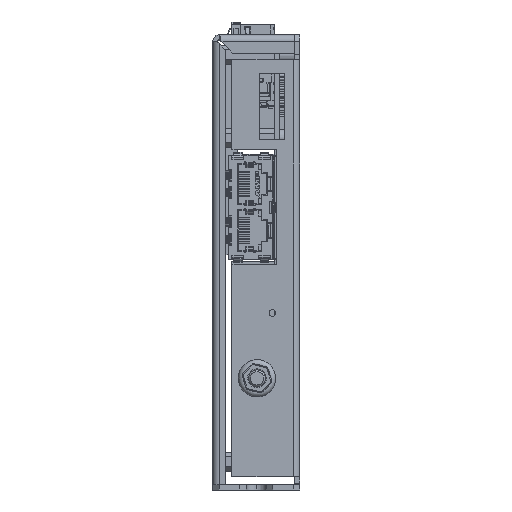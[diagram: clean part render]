
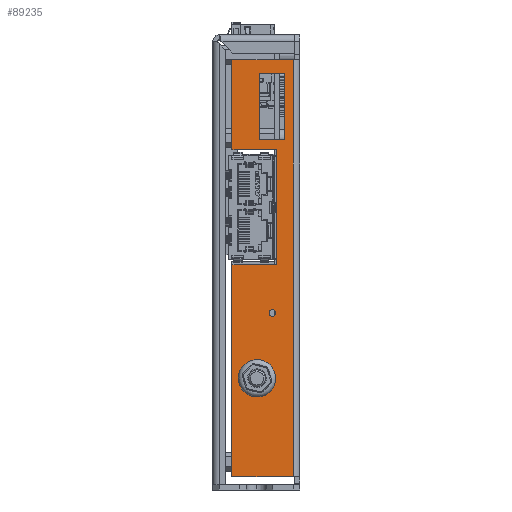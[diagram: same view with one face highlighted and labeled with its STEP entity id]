
A CAD part, left-side view. The second image highlights one B-rep face of the part: STEP entity #89235.
In plain terms, the highlighted planar face has unit normal (-1, 0, 0).
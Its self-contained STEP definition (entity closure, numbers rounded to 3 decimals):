
#12 = VECTOR ( 'NONE', #142054, 1000. ) ;
#402 = ORIENTED_EDGE ( 'NONE', *, *, #56256, .F. ) ;
#1425 = VECTOR ( 'NONE', #52580, 1000. ) ;
#2267 = EDGE_CURVE ( 'NONE', #124812, #31050, #85897, .T. ) ;
#2395 = VECTOR ( 'NONE', #59862, 1000. ) ;
#2809 = CARTESIAN_POINT ( 'NONE',  ( 0., 4.5, 125. ) ) ;
#4458 = AXIS2_PLACEMENT_3D ( 'NONE', #86168, #98126, #143774 ) ;
#4771 = CIRCLE ( 'NONE', #119677, 2.5 ) ;
#5748 = CARTESIAN_POINT ( 'NONE',  ( 0., 7., 102. ) ) ;
#8792 = VECTOR ( 'NONE', #56832, 1000. ) ;
#9994 = CARTESIAN_POINT ( 'NONE',  ( 0., 20.3, 136.5 ) ) ;
#11169 = VECTOR ( 'NONE', #34183, 1000. ) ;
#12383 = VERTEX_POINT ( 'NONE', #42554 ) ;
#13425 = DIRECTION ( 'NONE',  ( 0., 0., -1. ) ) ;
#13503 = LINE ( 'NONE', #69776, #46200 ) ;
#13570 = VERTEX_POINT ( 'NONE', #32771 ) ;
#13662 = CARTESIAN_POINT ( 'NONE',  ( 0., 20.3, 4. ) ) ;
#14156 = CARTESIAN_POINT ( 'NONE',  ( 0., 2., 136.5 ) ) ;
#18592 = VERTEX_POINT ( 'NONE', #5748 ) ;
#21571 = CARTESIAN_POINT ( 'NONE',  ( 0., 20.3, 129. ) ) ;
#22893 = CARTESIAN_POINT ( 'NONE',  ( 0., 20.3, 67.5 ) ) ;
#24193 = EDGE_CURVE ( 'NONE', #36468, #36468, #81121, .T. ) ;
#24266 = DIRECTION ( 'NONE',  ( 0., 0., 1. ) ) ;
#24707 = CARTESIAN_POINT ( 'NONE',  ( 0., 20.3, 102. ) ) ;
#24836 = DIRECTION ( 'NONE',  ( 0., 0., -1. ) ) ;
#26621 = LINE ( 'NONE', #129275, #131062 ) ;
#28879 = ORIENTED_EDGE ( 'NONE', *, *, #73950, .T. ) ;
#31050 = VERTEX_POINT ( 'NONE', #54341 ) ;
#32542 = FACE_BOUND ( 'NONE', #70525, .T. ) ;
#32771 = CARTESIAN_POINT ( 'NONE',  ( 0., 4.5, 105. ) ) ;
#33297 = CARTESIAN_POINT ( 'NONE',  ( 0., 4.5, 105. ) ) ;
#34183 = DIRECTION ( 'NONE',  ( 0., -1., 0. ) ) ;
#34684 = EDGE_LOOP ( 'NONE', ( #109673 ) ) ;
#36468 = VERTEX_POINT ( 'NONE', #82171 ) ;
#38540 = VERTEX_POINT ( 'NONE', #93016 ) ;
#41884 = EDGE_CURVE ( 'NONE', #137830, #91781, #13503, .T. ) ;
#42554 = CARTESIAN_POINT ( 'NONE',  ( 0., 2., 4. ) ) ;
#44422 = VECTOR ( 'NONE', #84990, 1000. ) ;
#46200 = VECTOR ( 'NONE', #24836, 1000. ) ;
#49045 = EDGE_CURVE ( 'NONE', #132984, #72969, #136786, .T. ) ;
#50541 = LINE ( 'NONE', #72277, #44422 ) ;
#51340 = ORIENTED_EDGE ( 'NONE', *, *, #57122, .F. ) ;
#52208 = ORIENTED_EDGE ( 'NONE', *, *, #112562, .F. ) ;
#52580 = DIRECTION ( 'NONE',  ( 0., -1., 0. ) ) ;
#53918 = VECTOR ( 'NONE', #105124, 1000. ) ;
#54341 = CARTESIAN_POINT ( 'NONE',  ( 0., 12., 125. ) ) ;
#55520 = EDGE_CURVE ( 'NONE', #38540, #13570, #122239, .T. ) ;
#55733 = DIRECTION ( 'NONE',  ( 0., 1., 0. ) ) ;
#55989 = EDGE_CURVE ( 'NONE', #31050, #38540, #86644, .T. ) ;
#56256 = EDGE_CURVE ( 'NONE', #72969, #18592, #50541, .T. ) ;
#56832 = DIRECTION ( 'NONE',  ( 0., -1., 0. ) ) ;
#57065 = AXIS2_PLACEMENT_3D ( 'NONE', #9994, #103662, #55733 ) ;
#57122 = EDGE_CURVE ( 'NONE', #137830, #108385, #136976, .T. ) ;
#58683 = VECTOR ( 'NONE', #13425, 1000. ) ;
#59593 = DIRECTION ( 'NONE',  ( 0., 0., -1. ) ) ;
#59862 = DIRECTION ( 'NONE',  ( 0., 0., -1. ) ) ;
#61042 = VERTEX_POINT ( 'NONE', #139002 ) ;
#63430 = CARTESIAN_POINT ( 'NONE',  ( 0., 12., 105. ) ) ;
#68724 = VERTEX_POINT ( 'NONE', #89414 ) ;
#69776 = CARTESIAN_POINT ( 'NONE',  ( 0., 20.3, 136.5 ) ) ;
#70525 = EDGE_LOOP ( 'NONE', ( #100070, #129216, #74911, #92312 ) ) ;
#72277 = CARTESIAN_POINT ( 'NONE',  ( 0., 7., 67.5 ) ) ;
#72909 = ORIENTED_EDGE ( 'NONE', *, *, #89030, .T. ) ;
#72969 = VERTEX_POINT ( 'NONE', #140368 ) ;
#73164 = CARTESIAN_POINT ( 'NONE',  ( 0., 12., 125. ) ) ;
#73950 = EDGE_CURVE ( 'NONE', #68724, #12383, #116401, .T. ) ;
#74911 = ORIENTED_EDGE ( 'NONE', *, *, #55520, .F. ) ;
#76755 = ORIENTED_EDGE ( 'NONE', *, *, #41884, .T. ) ;
#78246 = FACE_OUTER_BOUND ( 'NONE', #100266, .T. ) ;
#81121 = CIRCLE ( 'NONE', #4458, 1. ) ;
#82171 = CARTESIAN_POINT ( 'NONE',  ( 0., 7.2, 53.05 ) ) ;
#82766 = LINE ( 'NONE', #139660, #109904 ) ;
#84990 = DIRECTION ( 'NONE',  ( 0., 0., 1. ) ) ;
#85897 = LINE ( 'NONE', #73164, #12 ) ;
#86168 = CARTESIAN_POINT ( 'NONE',  ( 0., 8.2, 53.05 ) ) ;
#86644 = LINE ( 'NONE', #63430, #58683 ) ;
#89030 = EDGE_CURVE ( 'NONE', #132984, #68724, #26621, .T. ) ;
#89235 = ADVANCED_FACE ( 'NONE', ( #101446, #112704, #32542, #78246 ), #114945, .F. ) ;
#89260 = CARTESIAN_POINT ( 'NONE',  ( 0., 12., 105. ) ) ;
#89414 = CARTESIAN_POINT ( 'NONE',  ( 0., 20.3, 4. ) ) ;
#90056 = EDGE_CURVE ( 'NONE', #13570, #124812, #102953, .T. ) ;
#91781 = VERTEX_POINT ( 'NONE', #24707 ) ;
#92312 = ORIENTED_EDGE ( 'NONE', *, *, #55989, .F. ) ;
#93016 = CARTESIAN_POINT ( 'NONE',  ( 0., 12., 105. ) ) ;
#98126 = DIRECTION ( 'NONE',  ( -1., 0., 0. ) ) ;
#100070 = ORIENTED_EDGE ( 'NONE', *, *, #2267, .F. ) ;
#100266 = EDGE_LOOP ( 'NONE', ( #28879, #52208, #51340, #76755, #122134, #402, #103684, #72909 ) ) ;
#101446 = FACE_BOUND ( 'NONE', #34684, .T. ) ;
#102953 = LINE ( 'NONE', #33297, #117189 ) ;
#103662 = DIRECTION ( 'NONE',  ( 1., 0., 0. ) ) ;
#103684 = ORIENTED_EDGE ( 'NONE', *, *, #49045, .F. ) ;
#104067 = EDGE_LOOP ( 'NONE', ( #118899 ) ) ;
#105124 = DIRECTION ( 'NONE',  ( 0., -1., 0. ) ) ;
#108385 = VERTEX_POINT ( 'NONE', #113151 ) ;
#109673 = ORIENTED_EDGE ( 'NONE', *, *, #137141, .F. ) ;
#109904 = VECTOR ( 'NONE', #128478, 1000. ) ;
#112562 = EDGE_CURVE ( 'NONE', #108385, #12383, #116860, .T. ) ;
#112704 = FACE_BOUND ( 'NONE', #104067, .T. ) ;
#112959 = EDGE_CURVE ( 'NONE', #18592, #91781, #82766, .T. ) ;
#113151 = CARTESIAN_POINT ( 'NONE',  ( 0., 2., 129. ) ) ;
#114945 = PLANE ( 'NONE',  #57065 ) ;
#116401 = LINE ( 'NONE', #13662, #53918 ) ;
#116860 = LINE ( 'NONE', #14156, #2395 ) ;
#117189 = VECTOR ( 'NONE', #24266, 1000. ) ;
#118899 = ORIENTED_EDGE ( 'NONE', *, *, #24193, .F. ) ;
#119677 = AXIS2_PLACEMENT_3D ( 'NONE', #119882, #130381, #141605 ) ;
#119882 = CARTESIAN_POINT ( 'NONE',  ( 0., 12.8, 33.5 ) ) ;
#122134 = ORIENTED_EDGE ( 'NONE', *, *, #112959, .F. ) ;
#122239 = LINE ( 'NONE', #89260, #1425 ) ;
#124812 = VERTEX_POINT ( 'NONE', #2809 ) ;
#128478 = DIRECTION ( 'NONE',  ( 0., 1., 0. ) ) ;
#129216 = ORIENTED_EDGE ( 'NONE', *, *, #90056, .F. ) ;
#129275 = CARTESIAN_POINT ( 'NONE',  ( 0., 20.3, 136.5 ) ) ;
#130381 = DIRECTION ( 'NONE',  ( -1., 0., 0. ) ) ;
#131062 = VECTOR ( 'NONE', #59593, 1000. ) ;
#132984 = VERTEX_POINT ( 'NONE', #139265 ) ;
#136786 = LINE ( 'NONE', #22893, #11169 ) ;
#136976 = LINE ( 'NONE', #21571, #8792 ) ;
#137141 = EDGE_CURVE ( 'NONE', #61042, #61042, #4771, .T. ) ;
#137830 = VERTEX_POINT ( 'NONE', #144577 ) ;
#139002 = CARTESIAN_POINT ( 'NONE',  ( 0., 10.3, 33.5 ) ) ;
#139265 = CARTESIAN_POINT ( 'NONE',  ( 0., 20.3, 67.5 ) ) ;
#139660 = CARTESIAN_POINT ( 'NONE',  ( 0., 20.3, 102. ) ) ;
#140368 = CARTESIAN_POINT ( 'NONE',  ( 0., 7., 67.5 ) ) ;
#141605 = DIRECTION ( 'NONE',  ( 0., -1., 0. ) ) ;
#142054 = DIRECTION ( 'NONE',  ( 0., 1., 0. ) ) ;
#143774 = DIRECTION ( 'NONE',  ( 0., -1., 0. ) ) ;
#144577 = CARTESIAN_POINT ( 'NONE',  ( 0., 20.3, 129. ) ) ;
